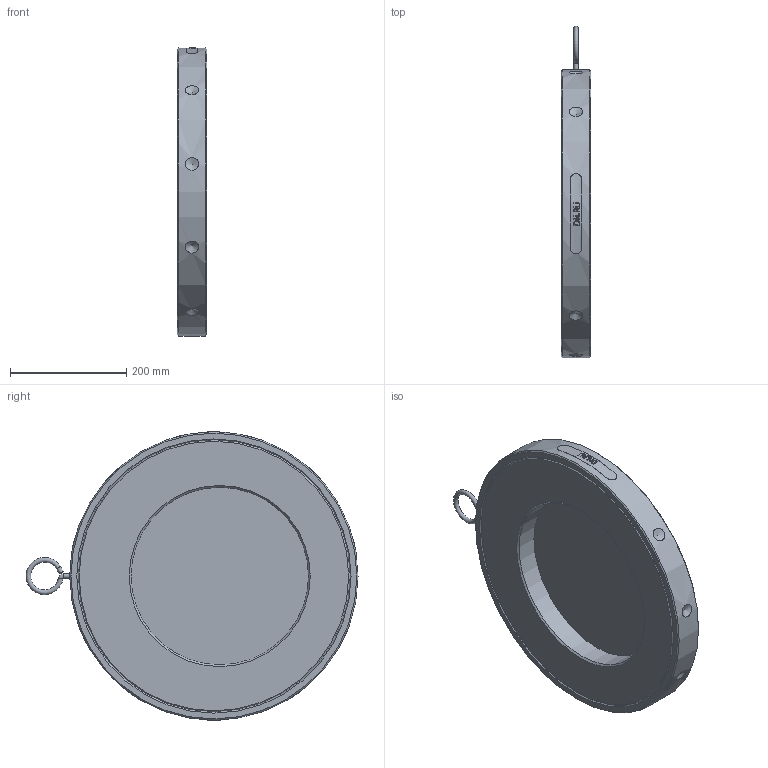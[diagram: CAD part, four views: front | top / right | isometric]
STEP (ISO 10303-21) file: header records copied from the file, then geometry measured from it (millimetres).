
FILE_DESCRIPTION(/* description */ (''),/* implementation_level */ '2;1');
FILE_NAME(/* name */ 'DN400_3D_STEP.stp',/* time_stamp */ '2024-10-27T21:28:35+03:00',/* author */ ('igorr'),/* organization */ (''),/* preprocessor_version */ 'ST-DEVELOPER v20',/* originating_system */ 'Autodesk Inventor 2025',/* authorisation */ '');
FILE_SCHEMA (('AUTOMOTIVE_DESIGN { 1 0 10303 214 3 1 1 }'));
Length unit declared in the file: millimetre
Products named in the file (1): Деталь
Bounding box: 51 x 570.26 x 495.2 mm (x, y, z)
Volume: 6484581.5 mm3; surface area: 532597.5 mm2
Topology: 1 solids, 1 shells, 182 faces, 469 edges, 307 vertices
Faces by surface type: plane 94, cylinder 34, bspline 24, cone 17, torus 13
Full cylindrical faces by diameter (mm): 8 x2, 10 x2, 305 x1, 495 x1
Entity records: 6808 total; most frequent: CARTESIAN_POINT 2263, ORIENTED_EDGE 918, DIRECTION 830, EDGE_CURVE 459, VERTEX_POINT 307, AXIS2_PLACEMENT_3D 288, LINE 254, VECTOR 254
